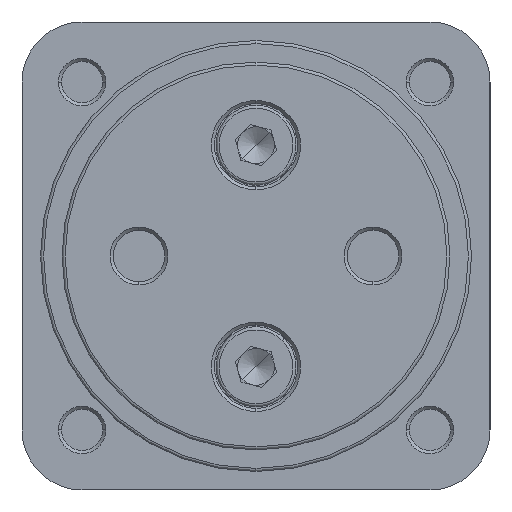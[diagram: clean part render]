
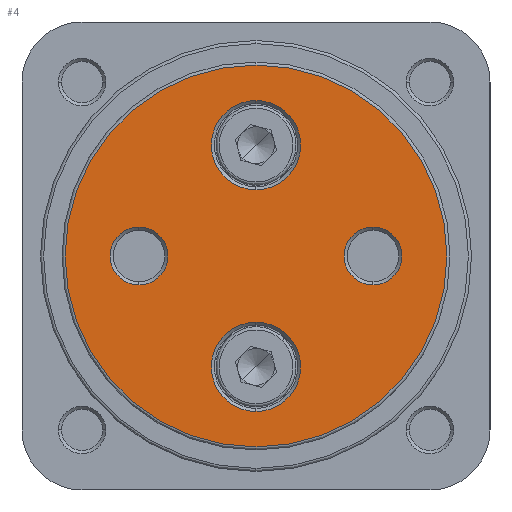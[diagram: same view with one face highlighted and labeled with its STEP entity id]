
A CAD part, left-side view. The second image highlights one B-rep face of the part: STEP entity #4.
In plain terms, the highlighted planar face has unit normal (-1, 0, 0).
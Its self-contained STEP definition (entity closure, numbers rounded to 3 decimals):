
#4 = ADVANCED_FACE ( 'NONE', ( #599, #579, #602, #604, #600 ), #6653, .F. ) ;
#347 = EDGE_LOOP ( 'NONE', ( #2397, #2396 ) ) ;
#356 = EDGE_LOOP ( 'NONE', ( #2401, #2400 ) ) ;
#358 = EDGE_LOOP ( 'NONE', ( #2399, #2398 ) ) ;
#359 = EDGE_LOOP ( 'NONE', ( #2395, #2394 ) ) ;
#360 = EDGE_LOOP ( 'NONE', ( #2393, #2392 ) ) ;
#579 = FACE_BOUND ( 'NONE', #358, .T. ) ;
#599 = FACE_OUTER_BOUND ( 'NONE', #356, .T. ) ;
#600 = FACE_BOUND ( 'NONE', #360, .T. ) ;
#602 = FACE_BOUND ( 'NONE', #347, .T. ) ;
#604 = FACE_BOUND ( 'NONE', #359, .T. ) ;
#1214 = CIRCLE ( 'NONE', #8131, 7.25 ) ;
#1218 = CIRCLE ( 'NONE', #8121, 31. ) ;
#1219 = CIRCLE ( 'NONE', #8128, 7.25 ) ;
#1220 = CIRCLE ( 'NONE', #8143, 4.7 ) ;
#1221 = CIRCLE ( 'NONE', #8144, 4.7 ) ;
#1268 = EDGE_CURVE ( 'NONE', #3027, #2974, #1214, .T. ) ;
#1272 = EDGE_CURVE ( 'NONE', #2982, #2895, #1218, .T. ) ;
#1273 = EDGE_CURVE ( 'NONE', #2906, #2902, #1219, .T. ) ;
#1274 = EDGE_CURVE ( 'NONE', #2964, #2933, #1220, .T. ) ;
#1275 = EDGE_CURVE ( 'NONE', #2984, #2909, #1221, .T. ) ;
#1747 = EDGE_CURVE ( 'NONE', #2909, #2984, #4422, .T. ) ;
#1751 = EDGE_CURVE ( 'NONE', #2933, #2964, #4428, .T. ) ;
#1788 = EDGE_CURVE ( 'NONE', #2895, #2982, #4486, .T. ) ;
#1808 = EDGE_CURVE ( 'NONE', #2974, #3027, #4517, .T. ) ;
#1820 = EDGE_CURVE ( 'NONE', #2902, #2906, #4535, .T. ) ;
#1895 = AXIS2_PLACEMENT_3D ( 'NONE', #6657, #6668, #6669 ) ;
#2392 = ORIENTED_EDGE ( 'NONE', *, *, #1275, .T. ) ;
#2393 = ORIENTED_EDGE ( 'NONE', *, *, #1747, .T. ) ;
#2394 = ORIENTED_EDGE ( 'NONE', *, *, #1274, .T. ) ;
#2395 = ORIENTED_EDGE ( 'NONE', *, *, #1751, .T. ) ;
#2396 = ORIENTED_EDGE ( 'NONE', *, *, #1268, .T. ) ;
#2397 = ORIENTED_EDGE ( 'NONE', *, *, #1808, .T. ) ;
#2398 = ORIENTED_EDGE ( 'NONE', *, *, #1273, .T. ) ;
#2399 = ORIENTED_EDGE ( 'NONE', *, *, #1820, .T. ) ;
#2400 = ORIENTED_EDGE ( 'NONE', *, *, #1788, .T. ) ;
#2401 = ORIENTED_EDGE ( 'NONE', *, *, #1272, .T. ) ;
#2895 = VERTEX_POINT ( 'NONE', #6259 ) ;
#2902 = VERTEX_POINT ( 'NONE', #6266 ) ;
#2906 = VERTEX_POINT ( 'NONE', #6270 ) ;
#2909 = VERTEX_POINT ( 'NONE', #6273 ) ;
#2933 = VERTEX_POINT ( 'NONE', #6297 ) ;
#2964 = VERTEX_POINT ( 'NONE', #6328 ) ;
#2974 = VERTEX_POINT ( 'NONE', #6338 ) ;
#2982 = VERTEX_POINT ( 'NONE', #6346 ) ;
#2984 = VERTEX_POINT ( 'NONE', #6348 ) ;
#3027 = VERTEX_POINT ( 'NONE', #6391 ) ;
#4422 = CIRCLE ( 'NONE', #8314, 4.7 ) ;
#4428 = CIRCLE ( 'NONE', #8315, 4.7 ) ;
#4486 = CIRCLE ( 'NONE', #8329, 31. ) ;
#4517 = CIRCLE ( 'NONE', #8340, 7.25 ) ;
#4535 = CIRCLE ( 'NONE', #8342, 7.25 ) ;
#5690 = CARTESIAN_POINT ( 'NONE',  ( 0., 19., 0. ) ) ;
#5691 = DIRECTION ( 'NONE',  ( 1., 0., 0. ) ) ;
#5692 = DIRECTION ( 'NONE',  ( 0., 0., -1. ) ) ;
#5700 = CARTESIAN_POINT ( 'NONE',  ( 0., -19., 0. ) ) ;
#5701 = DIRECTION ( 'NONE',  ( 1., 0., 0. ) ) ;
#5702 = DIRECTION ( 'NONE',  ( 0., 0., -1. ) ) ;
#5787 = CARTESIAN_POINT ( 'NONE',  ( 0., 0., 0. ) ) ;
#5789 = DIRECTION ( 'NONE',  ( -1., 0., 0. ) ) ;
#5790 = DIRECTION ( 'NONE',  ( 0., 0., -1. ) ) ;
#5839 = CARTESIAN_POINT ( 'NONE',  ( 0., 0., 18. ) ) ;
#5840 = DIRECTION ( 'NONE',  ( 1., 0., 0. ) ) ;
#5841 = DIRECTION ( 'NONE',  ( 0., 0., -1. ) ) ;
#5869 = CARTESIAN_POINT ( 'NONE',  ( 0., 0., -18. ) ) ;
#5870 = DIRECTION ( 'NONE',  ( 1., 0., 0. ) ) ;
#5871 = DIRECTION ( 'NONE',  ( 0., 0., -1. ) ) ;
#6259 = CARTESIAN_POINT ( 'NONE',  ( 0., 0., 31. ) ) ;
#6266 = CARTESIAN_POINT ( 'NONE',  ( 0., 0., -10.75 ) ) ;
#6270 = CARTESIAN_POINT ( 'NONE',  ( 0., 0., -25.25 ) ) ;
#6273 = CARTESIAN_POINT ( 'NONE',  ( 0., 19., 4.7 ) ) ;
#6297 = CARTESIAN_POINT ( 'NONE',  ( 0., -19., 4.7 ) ) ;
#6328 = CARTESIAN_POINT ( 'NONE',  ( 0., -19., -4.7 ) ) ;
#6338 = CARTESIAN_POINT ( 'NONE',  ( 0., 0., 25.25 ) ) ;
#6346 = CARTESIAN_POINT ( 'NONE',  ( 0., 0., -31. ) ) ;
#6348 = CARTESIAN_POINT ( 'NONE',  ( 0., 19., -4.7 ) ) ;
#6391 = CARTESIAN_POINT ( 'NONE',  ( 0., 0., 10.75 ) ) ;
#6653 = PLANE ( 'NONE',  #1895 ) ;
#6657 = CARTESIAN_POINT ( 'NONE',  ( 0., 0., 0. ) ) ;
#6668 = DIRECTION ( 'NONE',  ( 1., 0., 0. ) ) ;
#6669 = DIRECTION ( 'NONE',  ( 0., 0., -1. ) ) ;
#7792 = CARTESIAN_POINT ( 'NONE',  ( 0., 0., 18. ) ) ;
#7793 = DIRECTION ( 'NONE',  ( 1., 0., 0. ) ) ;
#7794 = DIRECTION ( 'NONE',  ( 0., 0., -1. ) ) ;
#7802 = CARTESIAN_POINT ( 'NONE',  ( 0., 0., 0. ) ) ;
#7803 = DIRECTION ( 'NONE',  ( -1., 0., 0. ) ) ;
#7804 = DIRECTION ( 'NONE',  ( 0., 0., -1. ) ) ;
#7805 = CARTESIAN_POINT ( 'NONE',  ( 0., 0., -18. ) ) ;
#7806 = DIRECTION ( 'NONE',  ( 1., 0., 0. ) ) ;
#7807 = DIRECTION ( 'NONE',  ( 0., 0., -1. ) ) ;
#7808 = CARTESIAN_POINT ( 'NONE',  ( 0., -19., 0. ) ) ;
#7809 = DIRECTION ( 'NONE',  ( 1., 0., 0. ) ) ;
#7810 = DIRECTION ( 'NONE',  ( 0., 0., -1. ) ) ;
#7811 = CARTESIAN_POINT ( 'NONE',  ( 0., 19., 0. ) ) ;
#7812 = DIRECTION ( 'NONE',  ( 1., 0., 0. ) ) ;
#7813 = DIRECTION ( 'NONE',  ( 0., 0., -1. ) ) ;
#8121 = AXIS2_PLACEMENT_3D ( 'NONE', #7802, #7803, #7804 ) ;
#8128 = AXIS2_PLACEMENT_3D ( 'NONE', #7805, #7806, #7807 ) ;
#8131 = AXIS2_PLACEMENT_3D ( 'NONE', #7792, #7793, #7794 ) ;
#8143 = AXIS2_PLACEMENT_3D ( 'NONE', #7808, #7809, #7810 ) ;
#8144 = AXIS2_PLACEMENT_3D ( 'NONE', #7811, #7812, #7813 ) ;
#8314 = AXIS2_PLACEMENT_3D ( 'NONE', #5690, #5691, #5692 ) ;
#8315 = AXIS2_PLACEMENT_3D ( 'NONE', #5700, #5701, #5702 ) ;
#8329 = AXIS2_PLACEMENT_3D ( 'NONE', #5787, #5789, #5790 ) ;
#8340 = AXIS2_PLACEMENT_3D ( 'NONE', #5839, #5840, #5841 ) ;
#8342 = AXIS2_PLACEMENT_3D ( 'NONE', #5869, #5870, #5871 ) ;
